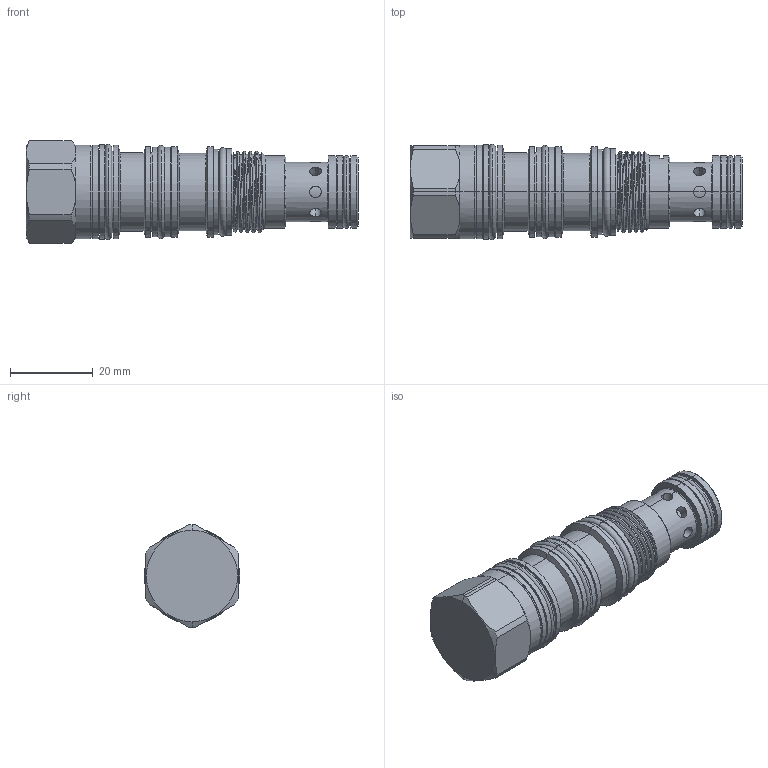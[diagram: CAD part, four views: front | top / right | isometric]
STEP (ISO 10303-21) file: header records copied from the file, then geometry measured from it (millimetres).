
FILE_DESCRIPTION (( 'STEP AP203' ), '1' );
FILE_NAME ('LB21A4S.STEP', '2016-05-27T08:37:07', ( '' ), ( '' ), 'SwSTEP 2.0', 'SolidWorks 2012', '' );
FILE_SCHEMA (( 'CONFIG_CONTROL_DESIGN' ));
Length unit declared in the file: millimetre
Products named in the file (1): LB21A4S
Bounding box: 80.08 x 22.98 x 24.8 mm (x, y, z)
Volume: 20174.9 mm3; surface area: 11490.3 mm2
Topology: 8 solids, 8 shells, 223 faces, 489 edges, 302 vertices
Faces by surface type: cylinder 116, plane 45, cone 39, torus 18, bspline 3, sphere 2
Entity records: 8086 total; most frequent: CARTESIAN_POINT 3117, DIRECTION 1068, ORIENTED_EDGE 974, EDGE_CURVE 487, AXIS2_PLACEMENT_3D 457, VERTEX_POINT 302, EDGE_LOOP 261, CIRCLE 236
